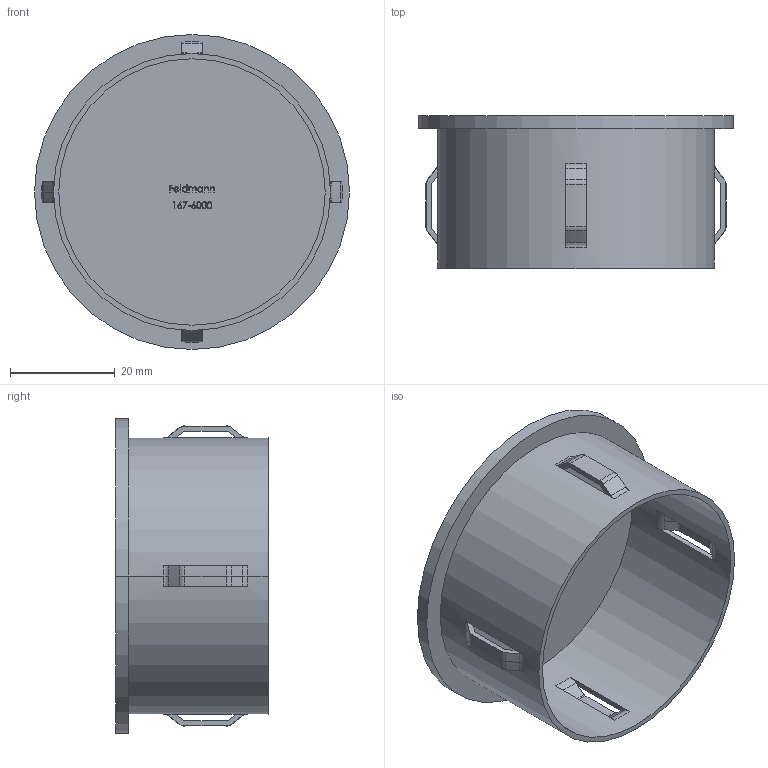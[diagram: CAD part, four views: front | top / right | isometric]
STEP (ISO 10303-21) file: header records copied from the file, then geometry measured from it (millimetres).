
FILE_DESCRIPTION (( 'STEP AP203' ), '1' );
FILE_NAME ('167-6000.step', '2019-09-16T06:57:34', ( '' ), ( '' ), 'SwSTEP 2.0', 'SolidWorks 2015', '' );
FILE_SCHEMA (( 'CONFIG_CONTROL_DESIGN' ));
Length unit declared in the file: millimetre
Products named in the file (1): 167-6000
Bounding box: 60.3 x 29.2 x 60.3 mm (x, y, z)
Volume: 11522.5 mm3; surface area: 15182.8 mm2
Topology: 1 solids, 1 shells, 289 faces, 791 edges, 518 vertices
Faces by surface type: plane 120, bspline 93, torus 40, cone 20, cylinder 16
Entity records: 15020 total; most frequent: CARTESIAN_POINT 8356, ORIENTED_EDGE 1582, DIRECTION 995, EDGE_CURVE 791, VERTEX_POINT 518, VECTOR 385, LINE 385, EDGE_LOOP 319
